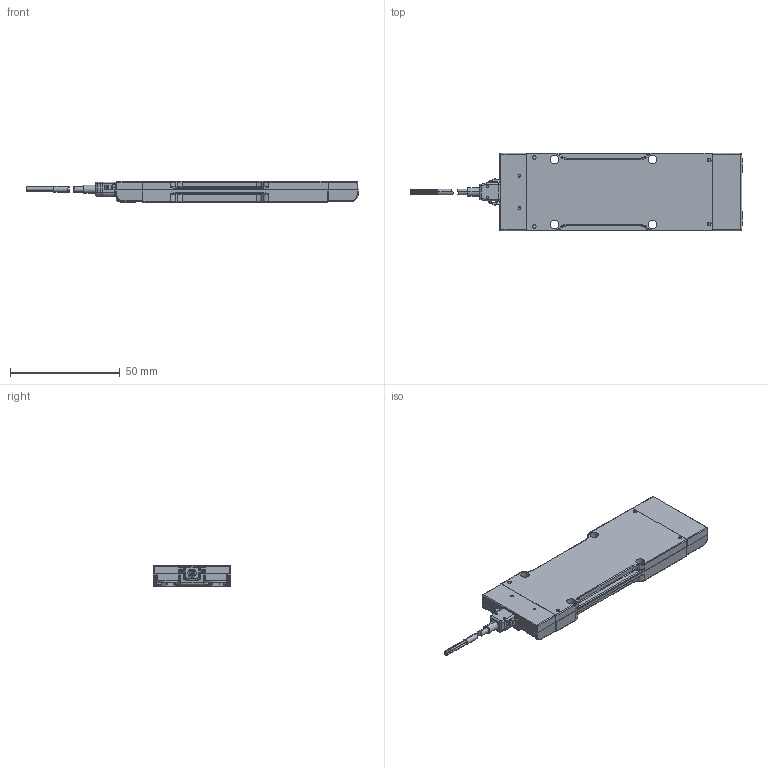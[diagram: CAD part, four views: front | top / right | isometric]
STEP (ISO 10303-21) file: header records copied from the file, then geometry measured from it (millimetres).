
FILE_DESCRIPTION (( 'STEP AP214' ), '1' );
FILE_NAME ('VIA HV BCM 4414 Chassis Mount W COMM.STEP', '2021-08-23T15:05:19', ( '' ), ( '' ), 'SwSTEP 2.0', 'SolidWorks 2017', '' );
FILE_SCHEMA (( 'AUTOMOTIVE_DESIGN' ));
Length unit declared in the file: inch
Products named in the file (1): VIA HV BCM 4414 Chassis Mount W COMM
Bounding box: 151.55 x 35.54 x 9.6 mm (x, y, z)
Volume: 35438.5 mm3; surface area: 24511.4 mm2
Topology: 28 solids, 28 shells, 1592 faces, 4014 edges, 2473 vertices
Faces by surface type: cylinder 661, plane 442, bspline 269, cone 220
Entity records: 102705 total; most frequent: CARTESIAN_POINT 53776, ORIENTED_EDGE 7960, DIRECTION 6418, EDGE_CURVE 3980, VERTEX_POINT 2473, AXIS2_PLACEMENT_3D 2450, EDGE_LOOP 1689, FACE_OUTER_BOUND 1592
